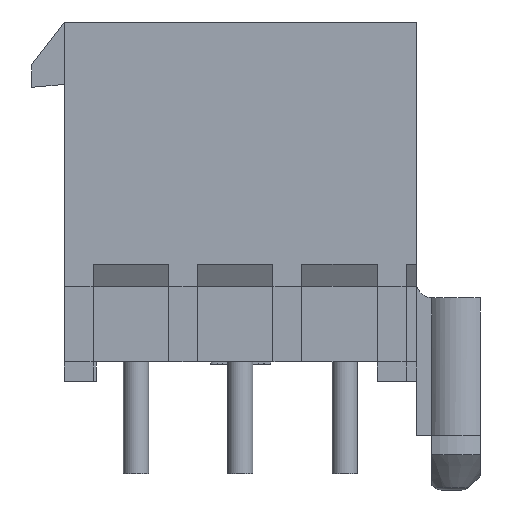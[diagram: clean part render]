
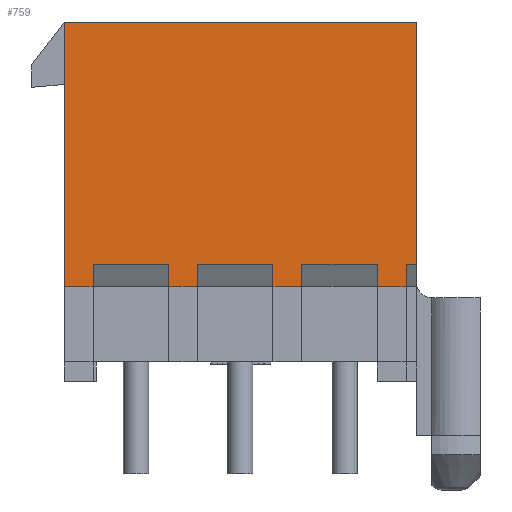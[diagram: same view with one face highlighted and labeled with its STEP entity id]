
A CAD part, front view. The second image highlights one B-rep face of the part: STEP entity #759.
In plain terms, the highlighted planar face has unit normal (0, -1, 0).
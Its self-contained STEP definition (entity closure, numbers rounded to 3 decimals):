
#608=CARTESIAN_POINT('',(-7.684,-2.794,14.774));
#609=DIRECTION('',(0.0,1.0,0.0));
#610=DIRECTION('',(0.0,0.0,1.0));
#611=AXIS2_PLACEMENT_3D('',#608,#609,#610);
#612=PLANE('',#611);
#613=CARTESIAN_POINT('',(6.985,-2.794,4.648));
#614=VERTEX_POINT('',#613);
#615=CARTESIAN_POINT('',(6.579,-2.794,4.648));
#616=VERTEX_POINT('',#615);
#617=CARTESIAN_POINT('',(6.985,-2.794,4.648));
#618=DIRECTION('',(-1.0,0.0,0.0));
#619=VECTOR('',#618,0.406);
#620=LINE('',#617,#619);
#621=EDGE_CURVE('',#614,#616,#620,.T.);
#622=ORIENTED_EDGE('',*,*,#621,.F.);
#623=CARTESIAN_POINT('',(6.985,-2.794,14.249));
#624=VERTEX_POINT('',#623);
#625=CARTESIAN_POINT('',(6.985,-2.794,14.249));
#626=DIRECTION('',(0.0,0.0,-1.0));
#627=VECTOR('',#626,9.601);
#628=LINE('',#625,#627);
#629=EDGE_CURVE('',#624,#614,#628,.T.);
#630=ORIENTED_EDGE('',*,*,#629,.F.);
#631=CARTESIAN_POINT('',(-6.985,-2.794,14.249));
#632=VERTEX_POINT('',#631);
#633=CARTESIAN_POINT('',(-6.985,-2.794,14.249));
#634=DIRECTION('',(1.0,0.0,0.0));
#635=VECTOR('',#634,13.97);
#636=LINE('',#633,#635);
#637=EDGE_CURVE('',#632,#624,#636,.T.);
#638=ORIENTED_EDGE('',*,*,#637,.F.);
#639=CARTESIAN_POINT('',(-6.985,-2.794,3.759));
#640=VERTEX_POINT('',#639);
#641=CARTESIAN_POINT('',(-6.985,-2.794,3.759));
#642=DIRECTION('',(0.0,0.0,1.0));
#643=VECTOR('',#642,10.49);
#644=LINE('',#641,#643);
#645=EDGE_CURVE('',#640,#632,#644,.T.);
#646=ORIENTED_EDGE('',*,*,#645,.F.);
#647=CARTESIAN_POINT('',(-5.842,-2.794,3.759));
#648=VERTEX_POINT('',#647);
#649=CARTESIAN_POINT('',(-6.985,-2.794,3.759));
#650=DIRECTION('',(1.0,0.0,0.0));
#651=VECTOR('',#650,1.143);
#652=LINE('',#649,#651);
#653=EDGE_CURVE('',#640,#648,#652,.T.);
#654=ORIENTED_EDGE('',*,*,#653,.T.);
#655=CARTESIAN_POINT('',(-5.842,-2.794,4.648));
#656=VERTEX_POINT('',#655);
#657=CARTESIAN_POINT('',(-5.842,-2.794,3.759));
#658=DIRECTION('',(0.0,0.0,1.0));
#659=VECTOR('',#658,0.889);
#660=LINE('',#657,#659);
#661=EDGE_CURVE('',#648,#656,#660,.T.);
#662=ORIENTED_EDGE('',*,*,#661,.T.);
#663=CARTESIAN_POINT('',(-2.845,-2.794,4.648));
#664=VERTEX_POINT('',#663);
#665=CARTESIAN_POINT('',(-5.842,-2.794,4.648));
#666=DIRECTION('',(1.0,0.0,0.0));
#667=VECTOR('',#666,2.997);
#668=LINE('',#665,#667);
#669=EDGE_CURVE('',#656,#664,#668,.T.);
#670=ORIENTED_EDGE('',*,*,#669,.T.);
#671=CARTESIAN_POINT('',(-2.845,-2.794,3.759));
#672=VERTEX_POINT('',#671);
#673=CARTESIAN_POINT('',(-2.845,-2.794,3.759));
#674=DIRECTION('',(0.0,0.0,1.0));
#675=VECTOR('',#674,0.889);
#676=LINE('',#673,#675);
#677=EDGE_CURVE('',#672,#664,#676,.T.);
#678=ORIENTED_EDGE('',*,*,#677,.F.);
#679=CARTESIAN_POINT('',(-1.702,-2.794,3.759));
#680=VERTEX_POINT('',#679);
#681=CARTESIAN_POINT('',(-2.845,-2.794,3.759));
#682=DIRECTION('',(1.0,0.0,0.0));
#683=VECTOR('',#682,1.143);
#684=LINE('',#681,#683);
#685=EDGE_CURVE('',#672,#680,#684,.T.);
#686=ORIENTED_EDGE('',*,*,#685,.T.);
#687=CARTESIAN_POINT('',(-1.702,-2.794,4.648));
#688=VERTEX_POINT('',#687);
#689=CARTESIAN_POINT('',(-1.702,-2.794,3.759));
#690=DIRECTION('',(0.0,0.0,1.0));
#691=VECTOR('',#690,0.889);
#692=LINE('',#689,#691);
#693=EDGE_CURVE('',#680,#688,#692,.T.);
#694=ORIENTED_EDGE('',*,*,#693,.T.);
#695=CARTESIAN_POINT('',(1.295,-2.794,4.648));
#696=VERTEX_POINT('',#695);
#697=CARTESIAN_POINT('',(-1.702,-2.794,4.648));
#698=DIRECTION('',(1.0,0.0,0.0));
#699=VECTOR('',#698,2.997);
#700=LINE('',#697,#699);
#701=EDGE_CURVE('',#688,#696,#700,.T.);
#702=ORIENTED_EDGE('',*,*,#701,.T.);
#703=CARTESIAN_POINT('',(1.295,-2.794,3.759));
#704=VERTEX_POINT('',#703);
#705=CARTESIAN_POINT('',(1.295,-2.794,3.759));
#706=DIRECTION('',(0.0,0.0,1.0));
#707=VECTOR('',#706,0.889);
#708=LINE('',#705,#707);
#709=EDGE_CURVE('',#704,#696,#708,.T.);
#710=ORIENTED_EDGE('',*,*,#709,.F.);
#711=CARTESIAN_POINT('',(2.438,-2.794,3.759));
#712=VERTEX_POINT('',#711);
#713=CARTESIAN_POINT('',(1.295,-2.794,3.759));
#714=DIRECTION('',(1.0,0.0,0.0));
#715=VECTOR('',#714,1.143);
#716=LINE('',#713,#715);
#717=EDGE_CURVE('',#704,#712,#716,.T.);
#718=ORIENTED_EDGE('',*,*,#717,.T.);
#719=CARTESIAN_POINT('',(2.438,-2.794,4.648));
#720=VERTEX_POINT('',#719);
#721=CARTESIAN_POINT('',(2.438,-2.794,3.759));
#722=DIRECTION('',(0.0,0.0,1.0));
#723=VECTOR('',#722,0.889);
#724=LINE('',#721,#723);
#725=EDGE_CURVE('',#712,#720,#724,.T.);
#726=ORIENTED_EDGE('',*,*,#725,.T.);
#727=CARTESIAN_POINT('',(5.436,-2.794,4.648));
#728=VERTEX_POINT('',#727);
#729=CARTESIAN_POINT('',(2.438,-2.794,4.648));
#730=DIRECTION('',(1.0,0.0,0.0));
#731=VECTOR('',#730,2.997);
#732=LINE('',#729,#731);
#733=EDGE_CURVE('',#720,#728,#732,.T.);
#734=ORIENTED_EDGE('',*,*,#733,.T.);
#735=CARTESIAN_POINT('',(5.436,-2.794,3.759));
#736=VERTEX_POINT('',#735);
#737=CARTESIAN_POINT('',(5.436,-2.794,3.759));
#738=DIRECTION('',(0.0,0.0,1.0));
#739=VECTOR('',#738,0.889);
#740=LINE('',#737,#739);
#741=EDGE_CURVE('',#736,#728,#740,.T.);
#742=ORIENTED_EDGE('',*,*,#741,.F.);
#743=CARTESIAN_POINT('',(6.579,-2.794,3.759));
#744=VERTEX_POINT('',#743);
#745=CARTESIAN_POINT('',(5.436,-2.794,3.759));
#746=DIRECTION('',(1.0,0.0,0.0));
#747=VECTOR('',#746,1.143);
#748=LINE('',#745,#747);
#749=EDGE_CURVE('',#736,#744,#748,.T.);
#750=ORIENTED_EDGE('',*,*,#749,.T.);
#751=CARTESIAN_POINT('',(6.579,-2.794,3.759));
#752=DIRECTION('',(0.0,0.0,1.0));
#753=VECTOR('',#752,0.889);
#754=LINE('',#751,#753);
#755=EDGE_CURVE('',#744,#616,#754,.T.);
#756=ORIENTED_EDGE('',*,*,#755,.T.);
#757=EDGE_LOOP('',(#622,#630,#638,#646,#654,#662,#670,#678,#686,#694,#702,#710,#718,#726,#734,#742,#750,#756));
#758=FACE_OUTER_BOUND('',#757,.T.);
#759=ADVANCED_FACE('',(#758),#612,.F.);
